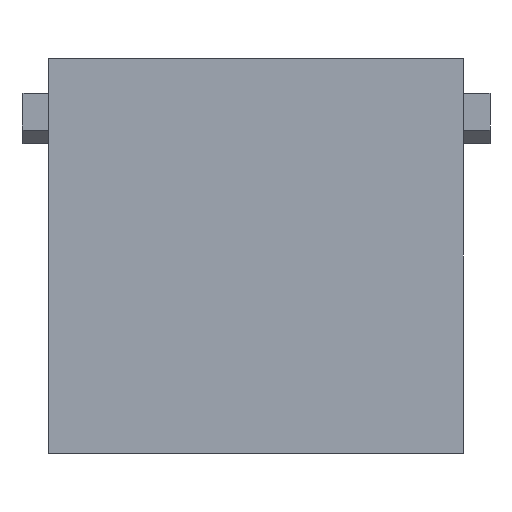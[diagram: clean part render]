
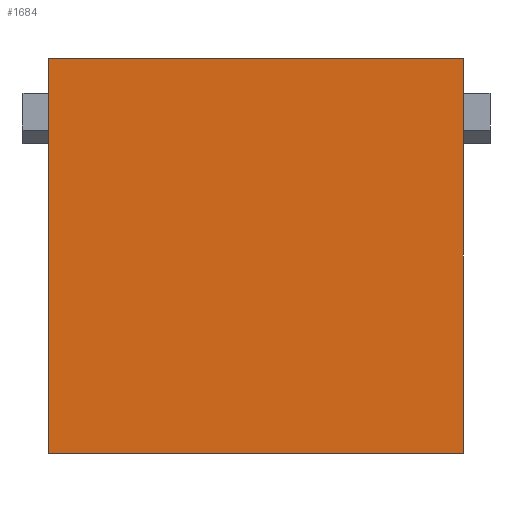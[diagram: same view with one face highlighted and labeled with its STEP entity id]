
A CAD part, left-side view. The second image highlights one B-rep face of the part: STEP entity #1684.
In plain terms, the highlighted planar face has unit normal (-1, 0, 0).
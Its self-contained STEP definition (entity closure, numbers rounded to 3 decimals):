
#918=FACE_OUTER_BOUND('',#2612,.T.);
#1684=ADVANCED_FACE('',(#918),#2161,.T.);
#2161=PLANE('',#11224);
#2612=EDGE_LOOP('',(#4293,#4294,#4295,#4296));
#4293=ORIENTED_EDGE('',*,*,#7722,.T.);
#4294=ORIENTED_EDGE('',*,*,#7723,.F.);
#4295=ORIENTED_EDGE('',*,*,#7085,.T.);
#4296=ORIENTED_EDGE('',*,*,#7724,.T.);
#6113=VERTEX_POINT('',#14123);
#6114=VERTEX_POINT('',#14125);
#6568=VERTEX_POINT('',#15633);
#6569=VERTEX_POINT('',#15634);
#7085=EDGE_CURVE('',#6114,#6113,#8517,.T.);
#7722=EDGE_CURVE('',#6568,#6569,#9043,.T.);
#7723=EDGE_CURVE('',#6114,#6569,#9044,.T.);
#7724=EDGE_CURVE('',#6113,#6568,#9045,.T.);
#8517=LINE('',#14124,#9719);
#9043=LINE('',#15632,#10245);
#9044=LINE('',#15635,#10246);
#9045=LINE('',#15636,#10247);
#9719=VECTOR('',#11680,1.);
#10245=VECTOR('',#12606,1.);
#10246=VECTOR('',#12607,1.);
#10247=VECTOR('',#12608,1.);
#11224=AXIS2_PLACEMENT_3D('',#15637,#12609,#12610);
#11680=DIRECTION('',(0.,1.,0.));
#12606=DIRECTION('',(0.,-1.,0.));
#12607=DIRECTION('',(0.,0.,-1.));
#12608=DIRECTION('',(0.,0.,-1.));
#12609=DIRECTION('',(-1.,0.,0.));
#12610=DIRECTION('',(0.,1.,0.));
#14123=CARTESIAN_POINT('',(0.,30.4,27.55));
#14124=CARTESIAN_POINT('',(0.,0.1,27.55));
#14125=CARTESIAN_POINT('',(0.,0.1,27.55));
#15632=CARTESIAN_POINT('',(0.,-1.415,-1.25));
#15633=CARTESIAN_POINT('',(0.,30.4,-1.25));
#15634=CARTESIAN_POINT('',(0.,0.1,-1.25));
#15635=CARTESIAN_POINT('',(0.,0.1,27.55));
#15636=CARTESIAN_POINT('',(0.,30.4,27.55));
#15637=CARTESIAN_POINT('',(0.,0.1,27.55));
